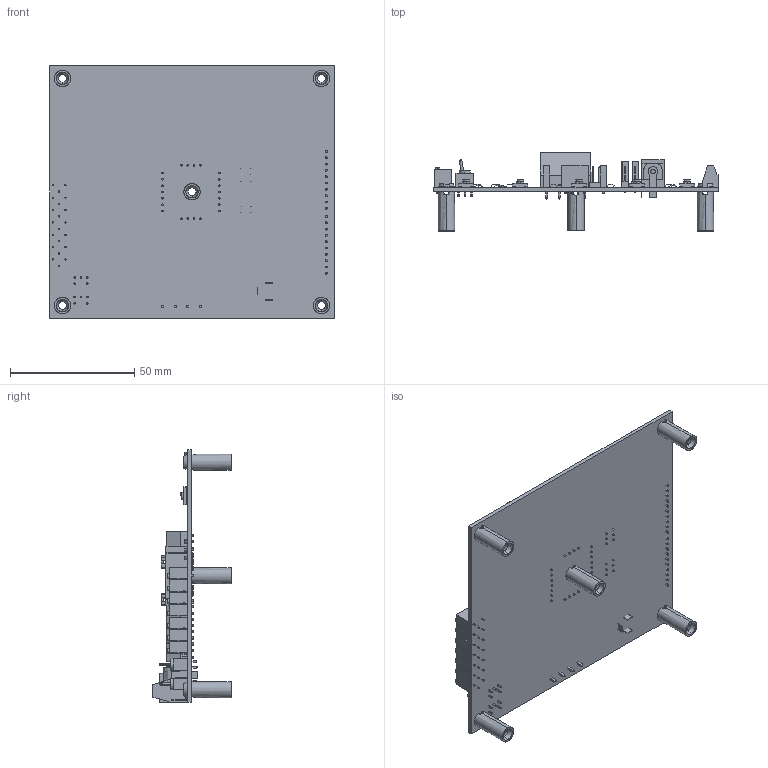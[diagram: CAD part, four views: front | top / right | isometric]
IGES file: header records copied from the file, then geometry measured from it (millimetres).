
Start section: SolidWorks IGES file using analytic representation for surfaces
Global section: file name: WTCP-5V5A EVAL PCB.IGS; native system: SolidWorks 2013; preprocessor: SolidWorks 2013; author: gniebel; date: 130116.092537; units: inch
Bounding box: 114.3 x 31.42 x 101.6 mm (x, y, z)
Surface area: 36972.6 mm2 (no closed solid volume)
Topology: 0 solids, 0 shells, 1854 faces, 14356 edges, 14348 vertices
Faces by surface type: bspline 1455, revolution 399
